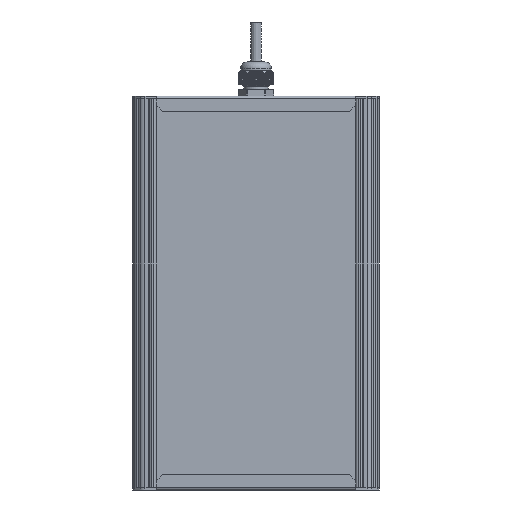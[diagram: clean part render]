
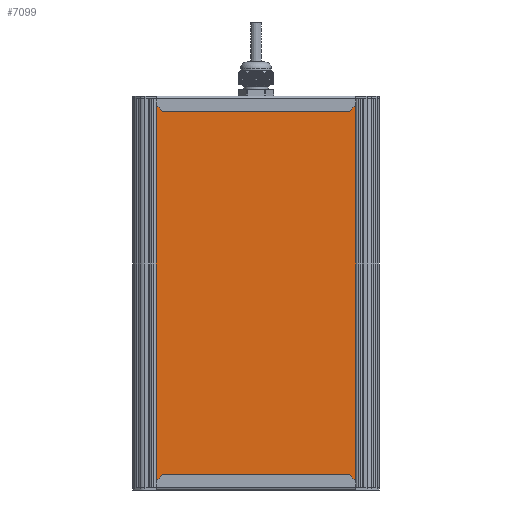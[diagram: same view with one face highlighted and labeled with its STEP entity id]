
A CAD part, front view. The second image highlights one B-rep face of the part: STEP entity #7099.
In plain terms, the highlighted face is planar.
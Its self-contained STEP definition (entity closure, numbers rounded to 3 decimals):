
#7099=ADVANCED_FACE('',(#16114),#16116,.T.);
#16114=FACE_BOUND('',#16115,.T.);
#16115=EDGE_LOOP('',(#46870,#46871,#46872,#46873));
#16116=PLANE('',#16117);
#16117=AXIS2_PLACEMENT_3D('',#16118,#16119,#16120);
#16118=CARTESIAN_POINT('',(2111.497,401.002,-34.582));
#16119=DIRECTION('',(0.,0.,-1.));
#16120=DIRECTION('',(0.,1.,0.));
#46870=ORIENTED_EDGE('',*,*,#55744,.F.);
#46871=ORIENTED_EDGE('',*,*,#55743,.T.);
#46872=ORIENTED_EDGE('',*,*,#55745,.F.);
#46873=ORIENTED_EDGE('',*,*,#55746,.F.);
#55743=EDGE_CURVE('',#62473,#62477,#62479,.T.);
#55744=EDGE_CURVE('',#62473,#62480,#62481,.T.);
#55745=EDGE_CURVE('',#62482,#62477,#62483,.T.);
#55746=EDGE_CURVE('',#62480,#62482,#62484,.T.);
#62473=VERTEX_POINT('',#83091);
#62477=VERTEX_POINT('',#83099);
#62479=LINE('',#83103,#83104);
#62480=VERTEX_POINT('',#83106);
#62481=LINE('',#83107,#83108);
#62482=VERTEX_POINT('',#83110);
#62483=LINE('',#83111,#83112);
#62484=LINE('',#83114,#83115);
#83091=CARTESIAN_POINT('',(2111.497,565.13,-34.582));
#83099=CARTESIAN_POINT('',(2407.497,565.13,-34.582));
#83103=CARTESIAN_POINT('',(2111.497,565.13,-34.582));
#83104=VECTOR('',#83105,1.);
#83105=DIRECTION('',(1.,0.,0.));
#83106=CARTESIAN_POINT('',(2111.497,401.002,-34.582));
#83107=CARTESIAN_POINT('',(2111.497,565.13,-34.582));
#83108=VECTOR('',#83109,1.);
#83109=DIRECTION('',(0.,-1.,0.));
#83110=CARTESIAN_POINT('',(2407.497,401.002,-34.582));
#83111=CARTESIAN_POINT('',(2407.497,401.002,-34.582));
#83112=VECTOR('',#83113,1.);
#83113=DIRECTION('',(0.,1.,0.));
#83114=CARTESIAN_POINT('',(2111.497,401.002,-34.582));
#83115=VECTOR('',#83116,1.);
#83116=DIRECTION('',(1.,0.,0.));
